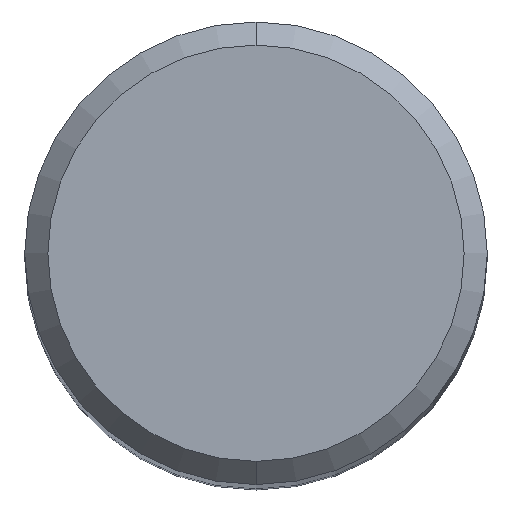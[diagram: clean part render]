
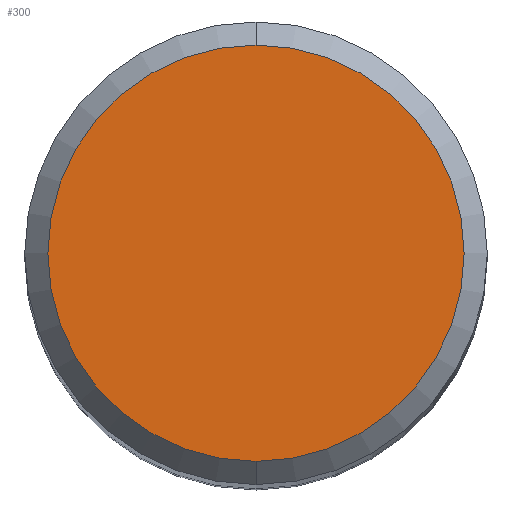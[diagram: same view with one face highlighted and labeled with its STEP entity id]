
A CAD part, top view. The second image highlights one B-rep face of the part: STEP entity #300.
In plain terms, the highlighted planar face has unit normal (0, 0, 1).
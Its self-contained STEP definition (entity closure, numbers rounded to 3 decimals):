
#164=EDGE_CURVE('',#330,#214,#429,.T.);
#176=EDGE_CURVE('',#214,#330,#442,.T.);
#214=VERTEX_POINT('',#485);
#300=ADVANCED_FACE('',(#581),#582,.T.);
#330=VERTEX_POINT('',#614);
#429=CIRCLE('',#756,4.5);
#442=CIRCLE('',#774,4.5);
#485=CARTESIAN_POINT('',(0.0,4.5,0.0));
#581=FACE_OUTER_BOUND('',#1040,.T.);
#582=PLANE('',#1041);
#614=CARTESIAN_POINT('',(0.,-4.5,0.0));
#756=AXIS2_PLACEMENT_3D('',#1304,#1305,#1306);
#774=AXIS2_PLACEMENT_3D('',#1318,#1319,#1320);
#1040=EDGE_LOOP('',(#1496,#1497));
#1041=AXIS2_PLACEMENT_3D('',#1498,#1499,#1500);
#1304=CARTESIAN_POINT('',(0.0,0.0,0.0));
#1305=DIRECTION('',(0.0,0.0,-1.0));
#1306=DIRECTION('',(0.0,1.0,0.0));
#1318=CARTESIAN_POINT('',(0.0,0.0,0.0));
#1319=DIRECTION('',(0.0,0.0,-1.0));
#1320=DIRECTION('',(0.0,1.0,0.0));
#1496=ORIENTED_EDGE('',*,*,#176,.F.);
#1497=ORIENTED_EDGE('',*,*,#164,.F.);
#1498=CARTESIAN_POINT('',(0.0,2.25,0.0));
#1499=DIRECTION('',(-0.0,0.0,1.0));
#1500=DIRECTION('',(0.0,-1.0,0.0));
